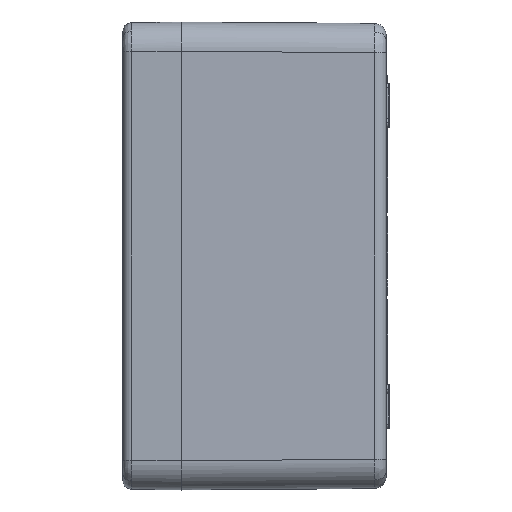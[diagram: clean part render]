
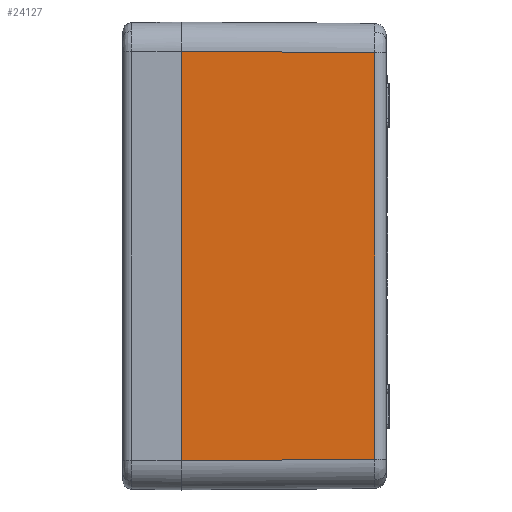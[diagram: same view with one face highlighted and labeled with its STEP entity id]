
A CAD part, left-side view. The second image highlights one B-rep face of the part: STEP entity #24127.
In plain terms, the highlighted planar face has unit normal (-1, -0.007, 0).
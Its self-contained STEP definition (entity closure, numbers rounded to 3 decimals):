
#1325 = VERTEX_POINT ( 'NONE', #51881 ) ;
#5775 = CARTESIAN_POINT ( 'NONE',  ( -130., 2.07, -70.001 ) ) ;
#7022 = CARTESIAN_POINT ( 'NONE',  ( -130., 2., -80. ) ) ;
#7067 = CARTESIAN_POINT ( 'NONE',  ( -129.522, -66.528, 69.522 ) ) ;
#9103 = DIRECTION ( 'NONE',  ( 0., 0., -1. ) ) ;
#11229 = DIRECTION ( 'NONE',  ( -1., -0.007, 0. ) ) ;
#12387 = CARTESIAN_POINT ( 'NONE',  ( -129.993, 0.953, 69.993 ) ) ;
#14219 = DIRECTION ( 'NONE',  ( 0.007, -1., 0.007 ) ) ;
#14441 = VECTOR ( 'NONE', #29455, 1000. ) ;
#14461 = AXIS2_PLACEMENT_3D ( 'NONE', #7022, #11229, #40800 ) ;
#16688 = VERTEX_POINT ( 'NONE', #47165 ) ;
#17227 = EDGE_CURVE ( 'NONE', #44060, #16688, #28260, .T. ) ;
#18536 = CARTESIAN_POINT ( 'NONE',  ( -129.522, -66.528, 69.494 ) ) ;
#21414 = CARTESIAN_POINT ( 'NONE',  ( -129.983, -0.5, -80. ) ) ;
#24127 = ADVANCED_FACE ( 'NONE', ( #49111 ), #27948, .T. ) ;
#25636 = ORIENTED_EDGE ( 'NONE', *, *, #51325, .T. ) ;
#26983 = LINE ( 'NONE', #5775, #36952 ) ;
#27948 = PLANE ( 'NONE',  #14461 ) ;
#28048 = EDGE_LOOP ( 'NONE', ( #25636, #46417, #38939, #42902 ) ) ;
#28260 = LINE ( 'NONE', #12387, #14441 ) ;
#29455 = DIRECTION ( 'NONE',  ( -0.007, 1., 0.007 ) ) ;
#36952 = VECTOR ( 'NONE', #14219, 1000. ) ;
#37058 = EDGE_CURVE ( 'NONE', #38330, #44060, #51815, .T. ) ;
#37892 = VECTOR ( 'NONE', #9103, 1000. ) ;
#38330 = VERTEX_POINT ( 'NONE', #45872 ) ;
#38939 = ORIENTED_EDGE ( 'NONE', *, *, #17227, .T. ) ;
#40524 = VECTOR ( 'NONE', #48382, 1000. ) ;
#40800 = DIRECTION ( 'NONE',  ( 0.007, -1., 0. ) ) ;
#42902 = ORIENTED_EDGE ( 'NONE', *, *, #43615, .T. ) ;
#43615 = EDGE_CURVE ( 'NONE', #16688, #1325, #49196, .T. ) ;
#44060 = VERTEX_POINT ( 'NONE', #7067 ) ;
#45872 = CARTESIAN_POINT ( 'NONE',  ( -129.522, -66.528, -69.522 ) ) ;
#46417 = ORIENTED_EDGE ( 'NONE', *, *, #37058, .T. ) ;
#47165 = CARTESIAN_POINT ( 'NONE',  ( -129.983, -0.5, 69.983 ) ) ;
#48382 = DIRECTION ( 'NONE',  ( 0., 0., 1. ) ) ;
#49111 = FACE_OUTER_BOUND ( 'NONE', #28048, .T. ) ;
#49196 = LINE ( 'NONE', #21414, #37892 ) ;
#51325 = EDGE_CURVE ( 'NONE', #1325, #38330, #26983, .T. ) ;
#51815 = LINE ( 'NONE', #18536, #40524 ) ;
#51881 = CARTESIAN_POINT ( 'NONE',  ( -129.983, -0.5, -69.983 ) ) ;
